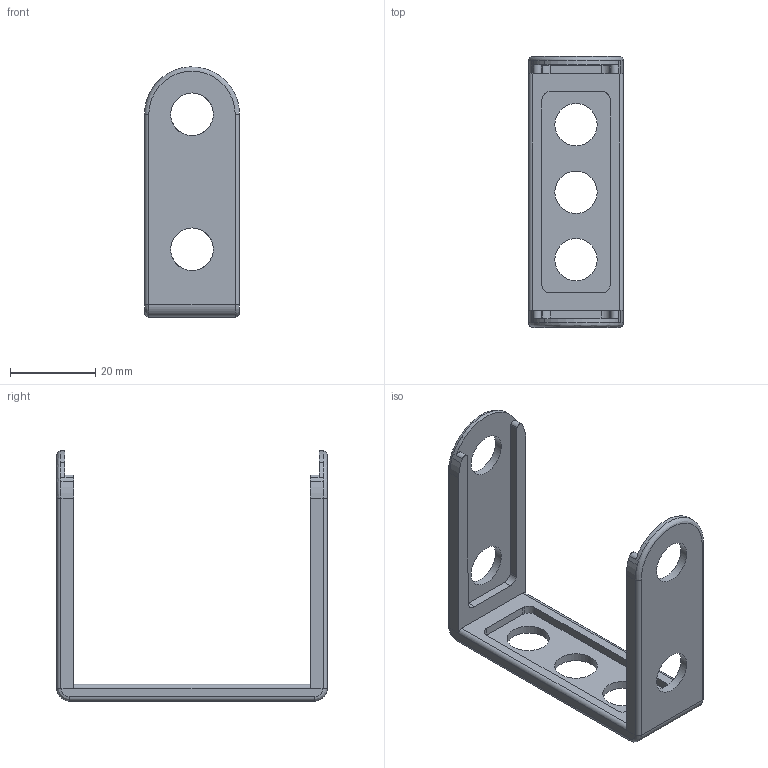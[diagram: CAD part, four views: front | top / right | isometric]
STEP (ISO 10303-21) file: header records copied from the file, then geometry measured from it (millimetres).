
FILE_DESCRIPTION((''),'2;1');
FILE_NAME('NV7.stp','2020-04-21T00:54:41',(''),(''),'AutoCAD STEP 2000i','AutoCAD 2000i',', , ');
FILE_SCHEMA(('CONFIG_CONTROL_DESIGN'));
Length unit declared in the file: millimetre
Products named in the file (2): NV7; PART1
Assembly tree (1 placements, depth 2):
  NV7
    PART1
Bounding box: 22.25 x 63.45 x 58.66 mm (x, y, z)
Volume: 8817.8 mm3; surface area: 8585.7 mm2
Topology: 1 solids, 1 shells, 84 faces, 239 edges, 158 vertices
Faces by surface type: cylinder 36, plane 25, bspline 23
Entity records: 4721 total; most frequent: CARTESIAN_POINT 2527, ORIENTED_EDGE 478, DIRECTION 370, EDGE_CURVE 239, VERTEX_POINT 158, AXIS2_PLACEMENT_3D 135, VECTOR 100, LINE 100
